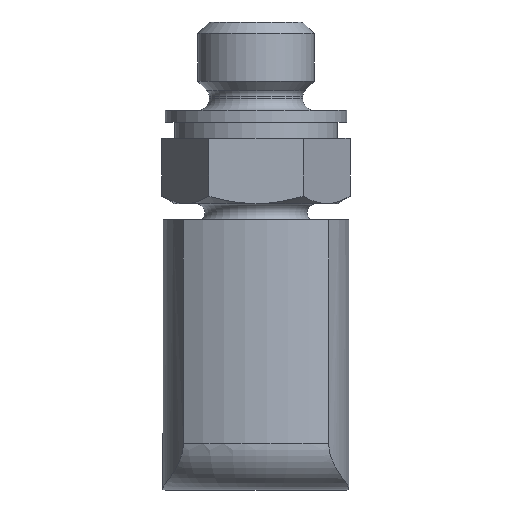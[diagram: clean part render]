
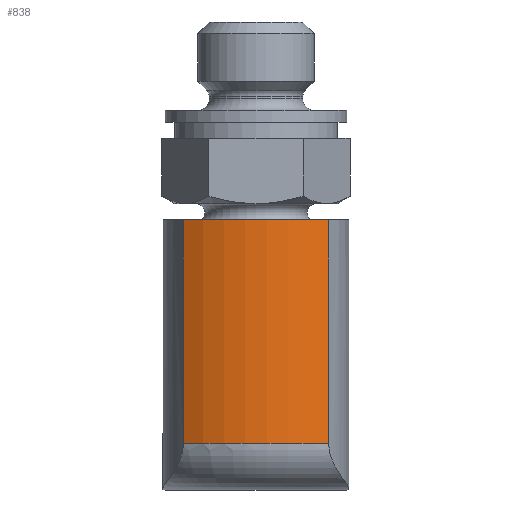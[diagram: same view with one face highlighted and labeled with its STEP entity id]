
A CAD part, left-side view. The second image highlights one B-rep face of the part: STEP entity #838.
In plain terms, the highlighted cylindrical face has radius 6 mm (diameter 12 mm), a partial arc.
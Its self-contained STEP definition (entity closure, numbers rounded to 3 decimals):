
#31=LINE('',#1412,#68);
#34=LINE('',#1430,#71);
#68=VECTOR('',#1066,1000.);
#71=VECTOR('',#1075,1000.);
#192=ORIENTED_EDGE('',*,*,#403,.T.);
#193=ORIENTED_EDGE('',*,*,#410,.F.);
#194=ORIENTED_EDGE('',*,*,#409,.F.);
#195=ORIENTED_EDGE('',*,*,#399,.F.);
#399=EDGE_CURVE('',#505,#506,#576,.T.);
#403=EDGE_CURVE('',#505,#508,#31,.T.);
#409=EDGE_CURVE('',#506,#512,#34,.T.);
#410=EDGE_CURVE('',#512,#508,#580,.T.);
#505=VERTEX_POINT('',#1395);
#506=VERTEX_POINT('',#1397);
#508=VERTEX_POINT('',#1410);
#512=VERTEX_POINT('',#1426);
#576=CIRCLE('',#921,6.);
#580=CIRCLE('',#928,6.);
#634=EDGE_LOOP('',(#192,#193,#194,#195));
#729=FACE_BOUND('',#634,.T.);
#816=CYLINDRICAL_SURFACE('',#927,6.);
#838=ADVANCED_FACE('',(#729),#816,.T.);
#921=AXIS2_PLACEMENT_3D('',#1396,#1059,#1060);
#927=AXIS2_PLACEMENT_3D('',#1431,#1076,#1077);
#928=AXIS2_PLACEMENT_3D('',#1432,#1078,#1079);
#1059=DIRECTION('',(0.,0.,1.));
#1060=DIRECTION('',(1.,0.,0.));
#1066=DIRECTION('',(0.,0.,-1.));
#1075=DIRECTION('',(0.,0.,-1.));
#1076=DIRECTION('',(0.,0.,-1.));
#1077=DIRECTION('',(-1.,0.,0.));
#1078=DIRECTION('',(0.,0.,-1.));
#1079=DIRECTION('',(-1.,0.,0.));
#1395=CARTESIAN_POINT('',(-3.123,3.123,9.));
#1396=CARTESIAN_POINT('',(2.,0.,9.));
#1397=CARTESIAN_POINT('',(-3.123,-3.123,9.));
#1410=CARTESIAN_POINT('',(-3.123,3.123,-0.6));
#1412=CARTESIAN_POINT('',(-3.123,3.123,9.));
#1426=CARTESIAN_POINT('',(-3.123,-3.123,-0.6));
#1430=CARTESIAN_POINT('',(-3.123,-3.123,9.));
#1431=CARTESIAN_POINT('',(2.,0.,9.));
#1432=CARTESIAN_POINT('',(2.,0.,-0.6));
